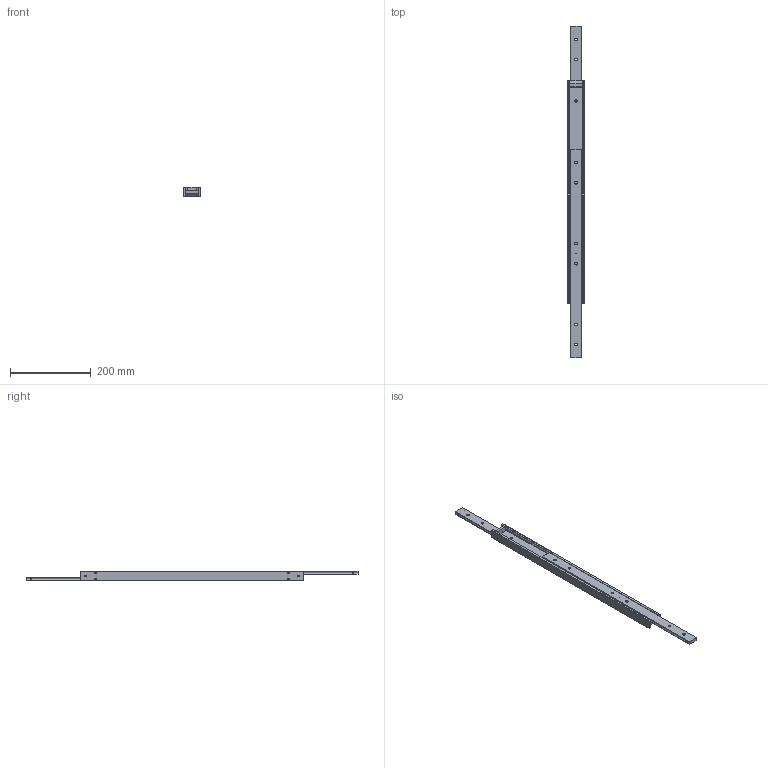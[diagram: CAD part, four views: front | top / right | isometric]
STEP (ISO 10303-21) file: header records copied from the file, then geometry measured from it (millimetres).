
FILE_DESCRIPTION(/* description */ ('SUPREME TR4024 -550/550 (24) BILEX'),/* implementation_level */ '2;1');
FILE_NAME(/* name */ '13840S08B_01.stp',/* time_stamp */ '2023-07-03T13:53:15+02:00',/* author */ ('r.groen'),/* organization */ (''),/* preprocessor_version */ 'ST-DEVELOPER v18.1',/* originating_system */ 'Autodesk Inventor 2022',/* authorisation */ '');
FILE_SCHEMA (('AUTOMOTIVE_DESIGN { 1 0 10303 214 3 1 1 }'));
Length unit declared in the file: millimetre
Products named in the file (4): 13840S08B; 13840S08B_1; 13840S08B_2; 13840SxxB
Assembly tree (5 placements, depth 2):
  13840S08B
    13840S08B_1
    13840S08B_2  x2
    13840SxxB  x2
Bounding box: 40 x 820 x 24 mm (x, y, z)
Volume: 363341.8 mm3; surface area: 167646 mm2
Topology: 5 solids, 5 shells, 126 faces, 342 edges, 230 vertices
Faces by surface type: plane 66, cylinder 56, cone 4
Full cylindrical faces by diameter (mm): 1 x2, 4 x4, 4.13 x8, 4.2 x4, 4.92 x4, 6 x2, 6.65 x12
Entity records: 3359 total; most frequent: CARTESIAN_POINT 892, DIRECTION 479, ORIENTED_EDGE 468, EDGE_CURVE 234, AXIS2_PLACEMENT_3D 169, VERTEX_POINT 159, LINE 141, VECTOR 141
